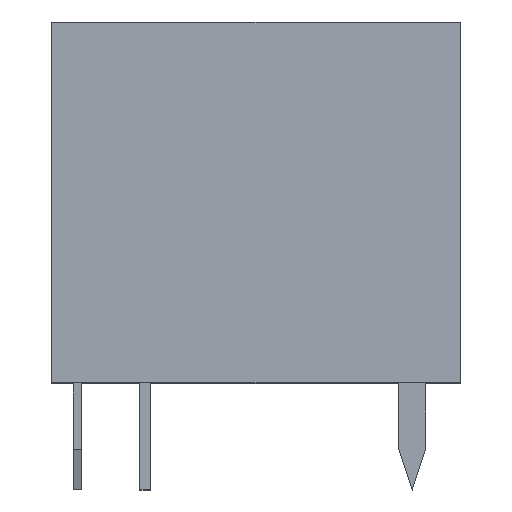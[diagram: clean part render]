
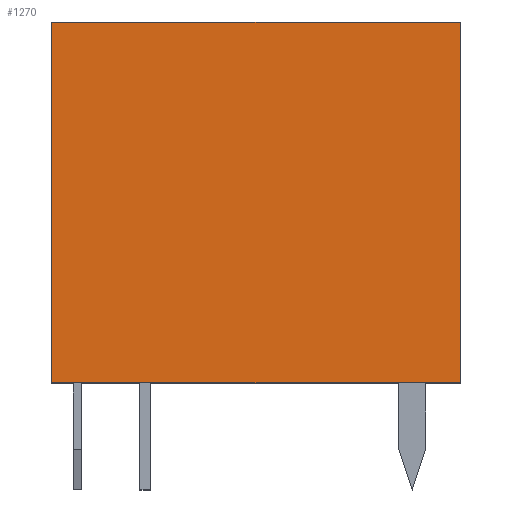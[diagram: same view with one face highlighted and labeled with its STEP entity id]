
A CAD part, top view. The second image highlights one B-rep face of the part: STEP entity #1270.
In plain terms, the highlighted planar face has unit normal (0, 0, 1).
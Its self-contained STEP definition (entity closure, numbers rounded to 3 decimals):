
#46 = VECTOR ( 'NONE', #1036, 1000. ) ;
#76 = CARTESIAN_POINT ( 'NONE',  ( 15.3, 0., 11.8 ) ) ;
#114 = CARTESIAN_POINT ( 'NONE',  ( 0., 13.5, 11.8 ) ) ;
#125 = CARTESIAN_POINT ( 'NONE',  ( 0., 0., 11.8 ) ) ;
#138 = DIRECTION ( 'NONE',  ( 0., 0., -1. ) ) ;
#141 = ORIENTED_EDGE ( 'NONE', *, *, #1122, .T. ) ;
#171 = CARTESIAN_POINT ( 'NONE',  ( 15.3, 13.5, 11.8 ) ) ;
#181 = CARTESIAN_POINT ( 'NONE',  ( 0., 13.5, 11.8 ) ) ;
#191 = EDGE_CURVE ( 'NONE', #1388, #650, #1386, .T. ) ;
#218 = VECTOR ( 'NONE', #285, 1000. ) ;
#285 = DIRECTION ( 'NONE',  ( 0., -1., 0. ) ) ;
#293 = LINE ( 'NONE', #648, #632 ) ;
#320 = DIRECTION ( 'NONE',  ( 1., 0., 0. ) ) ;
#326 = VERTEX_POINT ( 'NONE', #810 ) ;
#348 = FACE_OUTER_BOUND ( 'NONE', #494, .T. ) ;
#355 = ORIENTED_EDGE ( 'NONE', *, *, #693, .T. ) ;
#460 = VERTEX_POINT ( 'NONE', #125 ) ;
#494 = EDGE_LOOP ( 'NONE', ( #141, #773, #694, #355 ) ) ;
#632 = VECTOR ( 'NONE', #320, 1000. ) ;
#646 = LINE ( 'NONE', #1026, #46 ) ;
#648 = CARTESIAN_POINT ( 'NONE',  ( 0., 13.5, 11.8 ) ) ;
#650 = VERTEX_POINT ( 'NONE', #76 ) ;
#668 = LINE ( 'NONE', #181, #218 ) ;
#693 = EDGE_CURVE ( 'NONE', #326, #460, #668, .T. ) ;
#694 = ORIENTED_EDGE ( 'NONE', *, *, #1229, .F. ) ;
#720 = AXIS2_PLACEMENT_3D ( 'NONE', #114, #138, #1132 ) ;
#773 = ORIENTED_EDGE ( 'NONE', *, *, #191, .F. ) ;
#810 = CARTESIAN_POINT ( 'NONE',  ( 0., 13.5, 11.8 ) ) ;
#824 = VECTOR ( 'NONE', #1361, 1000. ) ;
#939 = CARTESIAN_POINT ( 'NONE',  ( 15.3, 13.5, 11.8 ) ) ;
#993 = PLANE ( 'NONE',  #720 ) ;
#1026 = CARTESIAN_POINT ( 'NONE',  ( 0., 0., 11.8 ) ) ;
#1036 = DIRECTION ( 'NONE',  ( 1., 0., 0. ) ) ;
#1122 = EDGE_CURVE ( 'NONE', #460, #650, #646, .T. ) ;
#1132 = DIRECTION ( 'NONE',  ( -1., 0., 0. ) ) ;
#1229 = EDGE_CURVE ( 'NONE', #326, #1388, #293, .T. ) ;
#1270 = ADVANCED_FACE ( 'NONE', ( #348 ), #993, .F. ) ;
#1361 = DIRECTION ( 'NONE',  ( 0., -1., 0. ) ) ;
#1386 = LINE ( 'NONE', #171, #824 ) ;
#1388 = VERTEX_POINT ( 'NONE', #939 ) ;
